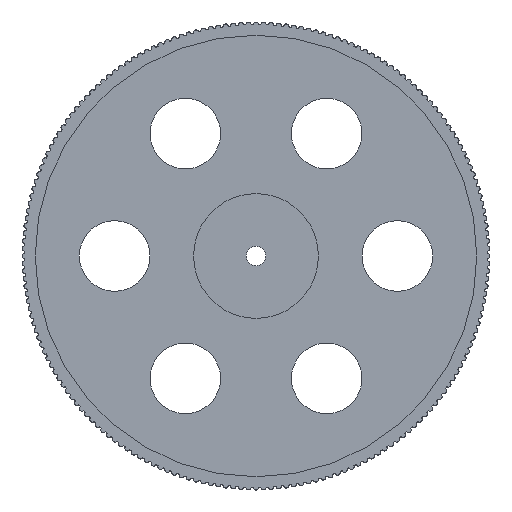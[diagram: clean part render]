
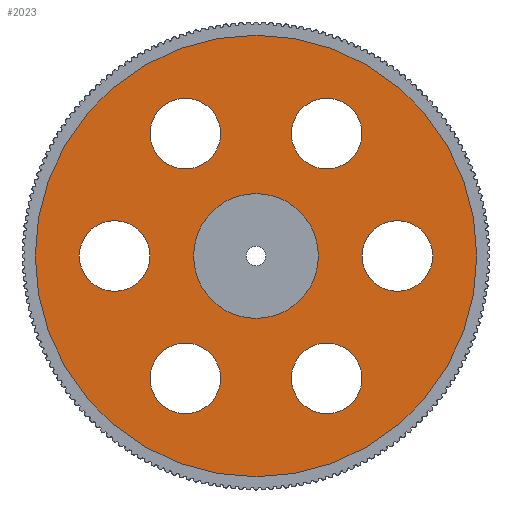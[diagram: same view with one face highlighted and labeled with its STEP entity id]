
A CAD part, left-side view. The second image highlights one B-rep face of the part: STEP entity #2023.
In plain terms, the highlighted planar face has unit normal (-1, 0, 0).
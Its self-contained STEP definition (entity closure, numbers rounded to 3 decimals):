
#2023 = ADVANCED_FACE( '', ( #4229, #4230, #4231, #4232, #4233, #4234, #4235, #4236 ), #4237, .T. );
#4229 = FACE_BOUND( '', #6620, .T. );
#4230 = FACE_BOUND( '', #6621, .T. );
#4231 = FACE_BOUND( '', #6622, .T. );
#4232 = FACE_BOUND( '', #6623, .T. );
#4233 = FACE_OUTER_BOUND( '', #6624, .T. );
#4234 = FACE_BOUND( '', #6625, .T. );
#4235 = FACE_BOUND( '', #6626, .T. );
#4236 = FACE_BOUND( '', #6627, .T. );
#4237 = PLANE( '', #6628 );
#6620 = EDGE_LOOP( '', ( #12771 ) );
#6621 = EDGE_LOOP( '', ( #12772 ) );
#6622 = EDGE_LOOP( '', ( #12773 ) );
#6623 = EDGE_LOOP( '', ( #12774 ) );
#6624 = EDGE_LOOP( '', ( #12775 ) );
#6625 = EDGE_LOOP( '', ( #12776 ) );
#6626 = EDGE_LOOP( '', ( #12777 ) );
#6627 = EDGE_LOOP( '', ( #12778 ) );
#6628 = AXIS2_PLACEMENT_3D( '', #12779, #12780, #12781 );
#12771 = ORIENTED_EDGE( '', *, *, #16005, .T. );
#12772 = ORIENTED_EDGE( '', *, *, #16909, .T. );
#12773 = ORIENTED_EDGE( '', *, *, #17513, .T. );
#12774 = ORIENTED_EDGE( '', *, *, #17683, .T. );
#12775 = ORIENTED_EDGE( '', *, *, #17684, .F. );
#12776 = ORIENTED_EDGE( '', *, *, #17426, .T. );
#12777 = ORIENTED_EDGE( '', *, *, #17162, .T. );
#12778 = ORIENTED_EDGE( '', *, *, #16867, .T. );
#12779 = CARTESIAN_POINT( '', ( 20., 230., 0. ) );
#12780 = DIRECTION( '', ( -1., 0., 0. ) );
#12781 = DIRECTION( '', ( 0., 0., 1. ) );
#16005 = EDGE_CURVE( '', #20017, #20017, #20018, .T. );
#16867 = EDGE_CURVE( '', #21249, #21249, #21250, .T. );
#16909 = EDGE_CURVE( '', #21308, #21308, #21309, .T. );
#17162 = EDGE_CURVE( '', #21649, #21649, #21650, .T. );
#17426 = EDGE_CURVE( '', #21994, #21994, #21995, .T. );
#17513 = EDGE_CURVE( '', #22101, #22101, #22102, .T. );
#17683 = EDGE_CURVE( '', #22311, #22311, #22312, .T. );
#17684 = EDGE_CURVE( '', #22313, #22313, #22314, .T. );
#20017 = VERTEX_POINT( '', #24816 );
#20018 = CIRCLE( '', #24817, 65. );
#21249 = VERTEX_POINT( '', #26414 );
#21250 = CIRCLE( '', #26415, 36.75 );
#21308 = VERTEX_POINT( '', #26488 );
#21309 = CIRCLE( '', #26489, 36.75 );
#21649 = VERTEX_POINT( '', #26915 );
#21650 = CIRCLE( '', #26916, 36.75 );
#21994 = VERTEX_POINT( '', #27337 );
#21995 = CIRCLE( '', #27338, 36.75 );
#22101 = VERTEX_POINT( '', #27462 );
#22102 = CIRCLE( '', #27463, 36.75 );
#22311 = VERTEX_POINT( '', #27711 );
#22312 = CIRCLE( '', #27712, 36.75 );
#22313 = VERTEX_POINT( '', #27713 );
#22314 = CIRCLE( '', #27714, 230. );
#24816 = CARTESIAN_POINT( '', ( 20., 0., -65. ) );
#24817 = AXIS2_PLACEMENT_3D( '', #30830, #30831, #30832 );
#26414 = CARTESIAN_POINT( '', ( 20., 73.625, -164.272 ) );
#26415 = AXIS2_PLACEMENT_3D( '', #31943, #31944, #31945 );
#26488 = CARTESIAN_POINT( '', ( 20., 147.25, -36.75 ) );
#26489 = AXIS2_PLACEMENT_3D( '', #32000, #32001, #32002 );
#26915 = CARTESIAN_POINT( '', ( 20., -147.25, -36.75 ) );
#26916 = AXIS2_PLACEMENT_3D( '', #32338, #32339, #32340 );
#27337 = CARTESIAN_POINT( '', ( 20., 73.625, 90.772 ) );
#27338 = AXIS2_PLACEMENT_3D( '', #32697, #32698, #32699 );
#27462 = CARTESIAN_POINT( '', ( 20., -73.625, -164.272 ) );
#27463 = AXIS2_PLACEMENT_3D( '', #32820, #32821, #32822 );
#27711 = CARTESIAN_POINT( '', ( 20., -73.625, 90.772 ) );
#27712 = AXIS2_PLACEMENT_3D( '', #33054, #33055, #33056 );
#27713 = CARTESIAN_POINT( '', ( 20., 0., -230. ) );
#27714 = AXIS2_PLACEMENT_3D( '', #33057, #33058, #33059 );
#30830 = CARTESIAN_POINT( '', ( 20., 0., 0. ) );
#30831 = DIRECTION( '', ( 1., 0., 0. ) );
#30832 = DIRECTION( '', ( 0., 0., -1. ) );
#31943 = CARTESIAN_POINT( '', ( 20., 73.625, -127.522 ) );
#31944 = DIRECTION( '', ( 1., 0., 0. ) );
#31945 = DIRECTION( '', ( 0., 0., -1. ) );
#32000 = CARTESIAN_POINT( '', ( 20., 147.25, 0. ) );
#32001 = DIRECTION( '', ( 1., 0., 0. ) );
#32002 = DIRECTION( '', ( 0., 0., -1. ) );
#32338 = CARTESIAN_POINT( '', ( 20., -147.25, 0. ) );
#32339 = DIRECTION( '', ( 1., 0., 0. ) );
#32340 = DIRECTION( '', ( 0., 0., -1. ) );
#32697 = CARTESIAN_POINT( '', ( 20., 73.625, 127.522 ) );
#32698 = DIRECTION( '', ( 1., 0., 0. ) );
#32699 = DIRECTION( '', ( 0., 0., -1. ) );
#32820 = CARTESIAN_POINT( '', ( 20., -73.625, -127.522 ) );
#32821 = DIRECTION( '', ( 1., 0., 0. ) );
#32822 = DIRECTION( '', ( 0., 0., -1. ) );
#33054 = CARTESIAN_POINT( '', ( 20., -73.625, 127.522 ) );
#33055 = DIRECTION( '', ( 1., 0., 0. ) );
#33056 = DIRECTION( '', ( 0., 0., -1. ) );
#33057 = CARTESIAN_POINT( '', ( 20., 0., 0. ) );
#33058 = DIRECTION( '', ( 1., 0., 0. ) );
#33059 = DIRECTION( '', ( 0., 0., -1. ) );
